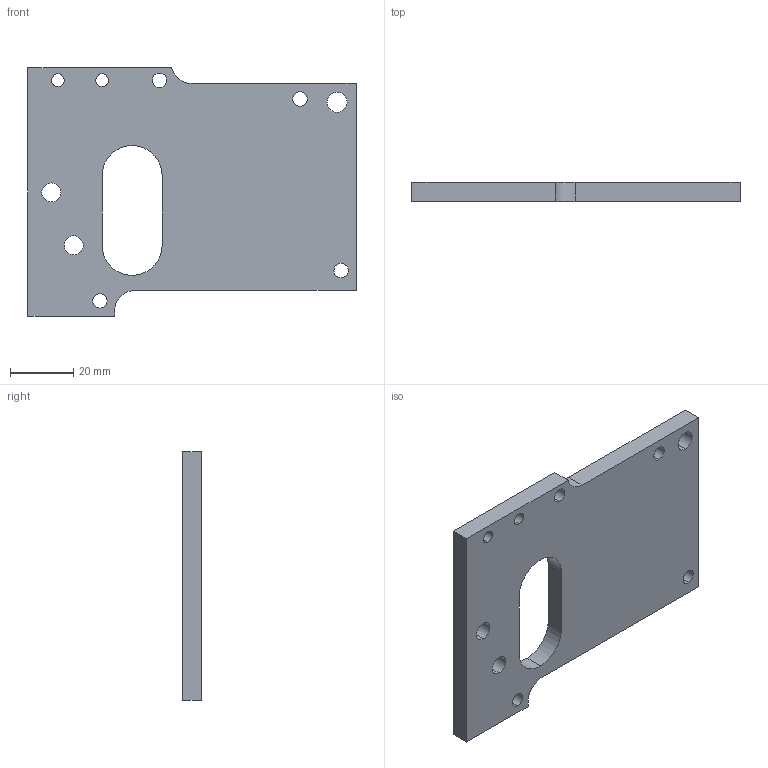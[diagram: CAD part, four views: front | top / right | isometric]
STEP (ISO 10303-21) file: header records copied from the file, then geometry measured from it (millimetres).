
FILE_DESCRIPTION (( 'STEP AP203' ), '1' );
FILE_NAME ('D030448-v3_aLIGO_SUS_HSTS_ROTATIONAL ADJUSTER BASE PLATE.STEP', '2010-08-31T18:40:57', ( 'Dwayne Giardina' ), ( 'CA Institute of Technology' ), 'SwSTEP 2.0', 'SolidWorks 2010', '' );
FILE_SCHEMA (( 'CONFIG_CONTROL_DESIGN' ));
Length unit declared in the file: inch
Products named in the file (1): D030448-v3_aLIGO_SUS_HSTS_ROTATIONAL ADJUSTER BASE PLATE
Bounding box: 104 x 6 x 78.88 mm (x, y, z)
Volume: 38476.4 mm3; surface area: 16453.4 mm2
Topology: 1 solids, 1 shells, 34 faces, 96 edges, 64 vertices
Faces by surface type: cylinder 23, plane 11
Entity records: 1245 total; most frequent: DIRECTION 212, CARTESIAN_POINT 195, ORIENTED_EDGE 192, EDGE_CURVE 96, AXIS2_PLACEMENT_3D 81, VERTEX_POINT 64, EDGE_LOOP 54, VECTOR 50
